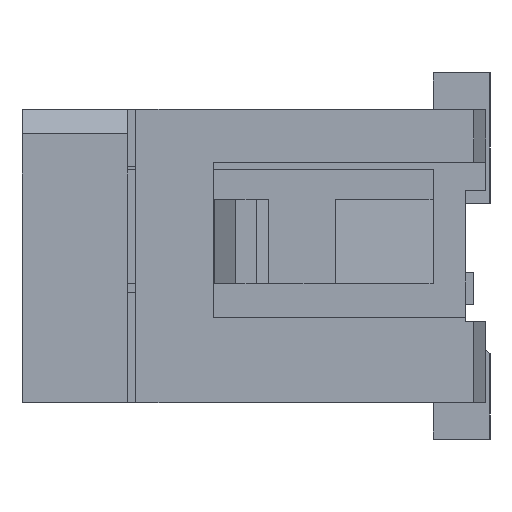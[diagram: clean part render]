
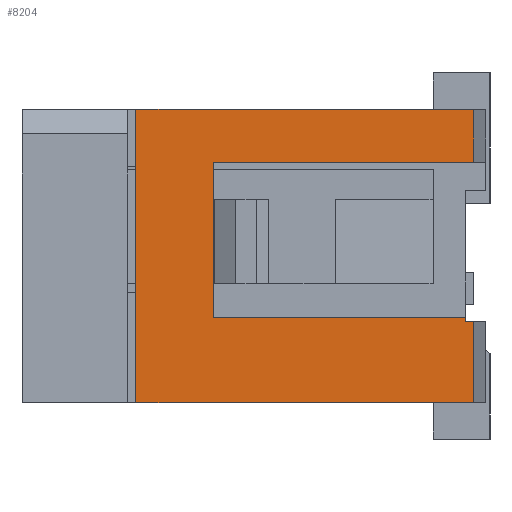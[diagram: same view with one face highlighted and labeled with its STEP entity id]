
A CAD part, left-side view. The second image highlights one B-rep face of the part: STEP entity #8204.
In plain terms, the highlighted planar face has unit normal (-1, 0, 0).
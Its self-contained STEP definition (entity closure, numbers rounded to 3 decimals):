
#1=DIRECTION('',(0.,0.,-1.));
#2=VECTOR('',#1,3.6);
#3=CARTESIAN_POINT('',(-8.425,4.3,1.8));
#4=LINE('',#3,#2);
#5=DIRECTION('',(0.,-1.,0.));
#6=VECTOR('',#5,4.15);
#7=CARTESIAN_POINT('',(-8.425,4.3,1.8));
#8=LINE('',#7,#6);
#9=DIRECTION('',(0.,0.,-1.));
#10=VECTOR('',#9,0.65);
#11=CARTESIAN_POINT('',(-8.425,0.15,1.8));
#12=LINE('',#11,#10);
#13=DIRECTION('',(0.,1.,0.));
#14=VECTOR('',#13,3.2);
#15=CARTESIAN_POINT('',(-8.425,0.15,1.15));
#16=LINE('',#15,#14);
#17=DIRECTION('',(0.,0.,-1.));
#18=VECTOR('',#17,1.9);
#19=CARTESIAN_POINT('',(-8.425,3.35,1.15));
#20=LINE('',#19,#18);
#21=DIRECTION('',(0.,1.,0.));
#22=VECTOR('',#21,3.1);
#23=CARTESIAN_POINT('',(-8.425,0.25,-0.75));
#24=LINE('',#23,#22);
#25=DIRECTION('',(0.,0.,-1.));
#26=VECTOR('',#25,0.05);
#27=CARTESIAN_POINT('',(-8.425,0.25,-0.75));
#28=LINE('',#27,#26);
#29=DIRECTION('',(0.,-1.,0.));
#30=VECTOR('',#29,0.1);
#31=CARTESIAN_POINT('',(-8.425,0.25,-0.8));
#32=LINE('',#31,#30);
#33=DIRECTION('',(0.,0.,-1.));
#34=VECTOR('',#33,1.);
#35=CARTESIAN_POINT('',(-8.425,0.15,-0.8));
#36=LINE('',#35,#34);
#37=DIRECTION('',(0.,1.,0.));
#38=VECTOR('',#37,4.15);
#39=CARTESIAN_POINT('',(-8.425,0.15,-1.8));
#40=LINE('',#39,#38);
#6181=CARTESIAN_POINT('',(-8.425,4.3,1.8));
#6182=CARTESIAN_POINT('',(-8.425,4.3,-1.8));
#6183=VERTEX_POINT('',#6181);
#6184=VERTEX_POINT('',#6182);
#6193=CARTESIAN_POINT('',(-8.425,0.15,1.8));
#6194=VERTEX_POINT('',#6193);
#6201=CARTESIAN_POINT('',(-8.425,0.15,-1.8));
#6202=VERTEX_POINT('',#6201);
#6257=CARTESIAN_POINT('',(-8.425,0.15,1.15));
#6258=VERTEX_POINT('',#6257);
#6259=CARTESIAN_POINT('',(-8.425,0.15,-0.8));
#6260=VERTEX_POINT('',#6259);
#6281=CARTESIAN_POINT('',(-8.425,0.25,-0.8));
#6282=VERTEX_POINT('',#6281);
#6405=CARTESIAN_POINT('',(-8.425,3.35,1.15));
#6406=CARTESIAN_POINT('',(-8.425,3.35,-0.75));
#6407=VERTEX_POINT('',#6405);
#6408=VERTEX_POINT('',#6406);
#6409=CARTESIAN_POINT('',(-8.425,0.25,-0.75));
#6410=VERTEX_POINT('',#6409);
#8177=CARTESIAN_POINT('',(-8.425,0.,0.));
#8178=DIRECTION('',(1.,0.,0.));
#8179=DIRECTION('',(0.,-1.,0.));
#8180=AXIS2_PLACEMENT_3D('',#8177,#8178,#8179);
#8181=PLANE('',#8180);
#8183=ORIENTED_EDGE('',*,*,#8182,.F.);
#8185=ORIENTED_EDGE('',*,*,#8184,.T.);
#8187=ORIENTED_EDGE('',*,*,#8186,.T.);
#8189=ORIENTED_EDGE('',*,*,#8188,.T.);
#8191=ORIENTED_EDGE('',*,*,#8190,.T.);
#8193=ORIENTED_EDGE('',*,*,#8192,.F.);
#8195=ORIENTED_EDGE('',*,*,#8194,.T.);
#8197=ORIENTED_EDGE('',*,*,#8196,.T.);
#8199=ORIENTED_EDGE('',*,*,#8198,.T.);
#8201=ORIENTED_EDGE('',*,*,#8200,.T.);
#8202=EDGE_LOOP('',(#8183,#8185,#8187,#8189,#8191,#8193,#8195,#8197,#8199,
#8201));
#8203=FACE_OUTER_BOUND('',#8202,.F.);
#8204=ADVANCED_FACE('',(#8203),#8181,.F.);
#8182=EDGE_CURVE('',#6183,#6184,#4,.T.);
#8184=EDGE_CURVE('',#6183,#6194,#8,.T.);
#8186=EDGE_CURVE('',#6194,#6258,#12,.T.);
#8188=EDGE_CURVE('',#6258,#6407,#16,.T.);
#8190=EDGE_CURVE('',#6407,#6408,#20,.T.);
#8192=EDGE_CURVE('',#6410,#6408,#24,.T.);
#8194=EDGE_CURVE('',#6410,#6282,#28,.T.);
#8196=EDGE_CURVE('',#6282,#6260,#32,.T.);
#8198=EDGE_CURVE('',#6260,#6202,#36,.T.);
#8200=EDGE_CURVE('',#6202,#6184,#40,.T.);
